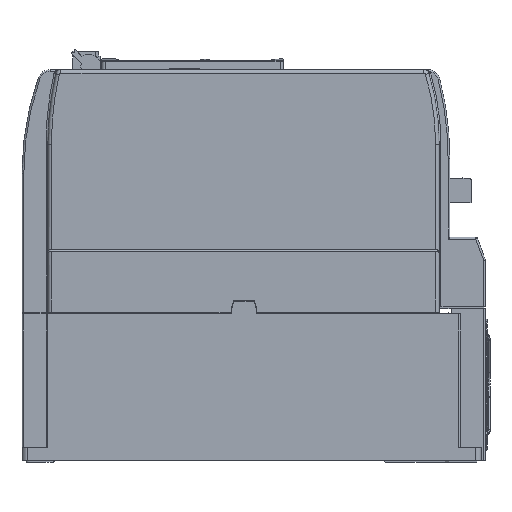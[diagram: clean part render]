
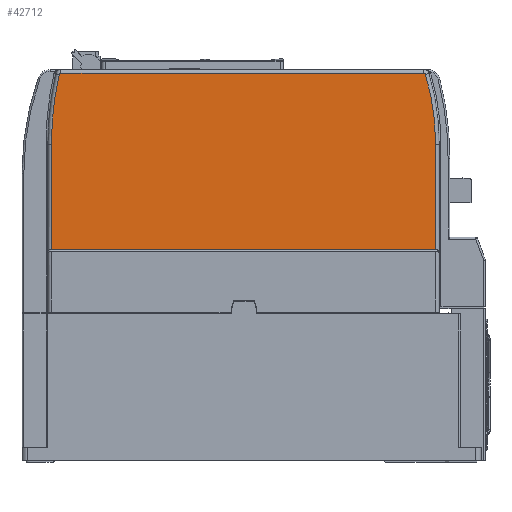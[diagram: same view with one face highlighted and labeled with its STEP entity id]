
A CAD part, left-side view. The second image highlights one B-rep face of the part: STEP entity #42712.
In plain terms, the highlighted planar face has unit normal (-1, 0, 0).
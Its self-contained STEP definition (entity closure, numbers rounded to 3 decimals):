
#8189 = CARTESIAN_POINT ( 'NONE',  ( -57.5, 113.461, -42. ) ) ;
#8198 = CARTESIAN_POINT ( 'NONE',  ( -57.5, -102.039, -42. ) ) ;
#8229 = CARTESIAN_POINT ( 'NONE',  ( -57.5, 109.087, -2.78 ) ) ;
#8230 = DIRECTION ( 'NONE',  ( 0., 0., 1. ) ) ;
#8231 = DIRECTION ( 'NONE',  ( -1., 0., 0. ) ) ;
#8232 = CARTESIAN_POINT ( 'NONE',  ( -57.5, 108.111, -3. ) ) ;
#8233 = AXIS2_PLACEMENT_3D ( 'NONE', #8232, #8231, #8230 ) ;
#8234 = CIRCLE ( 'NONE', #8233, 1. ) ;
#8235 = CARTESIAN_POINT ( 'NONE',  ( -57.5, 108.111, -2. ) ) ;
#8241 = DIRECTION ( 'NONE',  ( 0., 1., 0. ) ) ;
#8242 = VECTOR ( 'NONE', #8241, 1000. ) ;
#8243 = CARTESIAN_POINT ( 'NONE',  ( -57.5, 108.111, -2. ) ) ;
#8244 = LINE ( 'NONE', #8243, #8242 ) ;
#8245 = CARTESIAN_POINT ( 'NONE',  ( -57.5, -95.37, -2. ) ) ;
#8246 = DIRECTION ( 'NONE',  ( 0., 0., 1. ) ) ;
#8247 = DIRECTION ( 'NONE',  ( -1., 0., 0. ) ) ;
#8248 = CARTESIAN_POINT ( 'NONE',  ( -57.5, -95.37, -3. ) ) ;
#8249 = AXIS2_PLACEMENT_3D ( 'NONE', #8248, #8247, #8246 ) ;
#8250 = CIRCLE ( 'NONE', #8249, 1. ) ;
#8251 = CARTESIAN_POINT ( 'NONE',  ( -57.5, -96.329, -2.715 ) ) ;
#8252 = DIRECTION ( 'NONE',  ( 0., 0., 1. ) ) ;
#8253 = DIRECTION ( 'NONE',  ( -1., 0., 0. ) ) ;
#8254 = CARTESIAN_POINT ( 'NONE',  ( -57.5, 35.961, -42. ) ) ;
#8255 = AXIS2_PLACEMENT_3D ( 'NONE', #8254, #8253, #8252 ) ;
#8256 = CIRCLE ( 'NONE', #8255, 138. ) ;
#8290 = CARTESIAN_POINT ( 'NONE',  ( -57.5, -102.039, -101. ) ) ;
#8637 = DIRECTION ( 'NONE',  ( 0., 0., 1. ) ) ;
#8638 = DIRECTION ( 'NONE',  ( -1., 0., 0. ) ) ;
#8639 = CARTESIAN_POINT ( 'NONE',  ( -57.5, -64.539, -42. ) ) ;
#8640 = AXIS2_PLACEMENT_3D ( 'NONE', #8639, #8638, #8637 ) ;
#8641 = CIRCLE ( 'NONE', #8640, 178. ) ;
#8675 = DIRECTION ( 'NONE',  ( 0., 0., -1. ) ) ;
#8676 = VECTOR ( 'NONE', #8675, 1000. ) ;
#8677 = CARTESIAN_POINT ( 'NONE',  ( -57.5, 113.461, 0. ) ) ;
#8678 = LINE ( 'NONE', #8677, #8676 ) ;
#8927 = FACE_OUTER_BOUND ( 'NONE', #42715, .T. ) ;
#8933 = CARTESIAN_POINT ( 'NONE',  ( -57.5, 113.461, -101. ) ) ;
#8934 = DIRECTION ( 'NONE',  ( 0., -1., 0. ) ) ;
#8935 = VECTOR ( 'NONE', #8934, 1000. ) ;
#8936 = CARTESIAN_POINT ( 'NONE',  ( -57.5, 129.961, -101. ) ) ;
#8937 = LINE ( 'NONE', #8936, #8935 ) ;
#8960 = DIRECTION ( 'NONE',  ( 0., 0., 1. ) ) ;
#8961 = VECTOR ( 'NONE', #8960, 1000. ) ;
#8962 = CARTESIAN_POINT ( 'NONE',  ( -57.5, -102.039, 0. ) ) ;
#8963 = LINE ( 'NONE', #8962, #8961 ) ;
#8964 = DIRECTION ( 'NONE',  ( 0., 0., 1. ) ) ;
#8965 = DIRECTION ( 'NONE',  ( 1., 0., 0. ) ) ;
#8966 = CARTESIAN_POINT ( 'NONE',  ( -57.5, 129.961, 0. ) ) ;
#8967 = AXIS2_PLACEMENT_3D ( 'NONE', #8966, #8965, #8964 ) ;
#8968 = PLANE ( 'NONE',  #8967 ) ;
#42261 = VERTEX_POINT ( 'NONE', #8189 ) ;
#42288 = ORIENTED_EDGE ( 'NONE', *, *, #42547, .T. ) ;
#42303 = VERTEX_POINT ( 'NONE', #8198 ) ;
#42304 = ORIENTED_EDGE ( 'NONE', *, *, #42305, .T. ) ;
#42305 = EDGE_CURVE ( 'NONE', #42303, #42307, #8256, .T. ) ;
#42307 = VERTEX_POINT ( 'NONE', #8251 ) ;
#42308 = ORIENTED_EDGE ( 'NONE', *, *, #42309, .T. ) ;
#42309 = EDGE_CURVE ( 'NONE', #42307, #42312, #8250, .T. ) ;
#42312 = VERTEX_POINT ( 'NONE', #8245 ) ;
#42314 = ORIENTED_EDGE ( 'NONE', *, *, #42316, .T. ) ;
#42316 = EDGE_CURVE ( 'NONE', #42312, #42318, #8244, .T. ) ;
#42318 = VERTEX_POINT ( 'NONE', #8235 ) ;
#42320 = ORIENTED_EDGE ( 'NONE', *, *, #42322, .T. ) ;
#42322 = EDGE_CURVE ( 'NONE', #42318, #42323, #8234, .T. ) ;
#42323 = VERTEX_POINT ( 'NONE', #8229 ) ;
#42329 = VERTEX_POINT ( 'NONE', #8290 ) ;
#42547 = EDGE_CURVE ( 'NONE', #42323, #42261, #8641, .T. ) ;
#42550 = ORIENTED_EDGE ( 'NONE', *, *, #42554, .T. ) ;
#42554 = EDGE_CURVE ( 'NONE', #42261, #42707, #8678, .T. ) ;
#42705 = EDGE_CURVE ( 'NONE', #42707, #42329, #8937, .T. ) ;
#42707 = VERTEX_POINT ( 'NONE', #8933 ) ;
#42712 = ADVANCED_FACE ( 'NONE', ( #8927 ), #8968, .F. ) ;
#42715 = EDGE_LOOP ( 'NONE', ( #42718, #42720, #42304, #42308, #42314, #42320, #42288, #42550 ) ) ;
#42718 = ORIENTED_EDGE ( 'NONE', *, *, #42705, .T. ) ;
#42720 = ORIENTED_EDGE ( 'NONE', *, *, #42721, .T. ) ;
#42721 = EDGE_CURVE ( 'NONE', #42329, #42303, #8963, .T. ) ;
